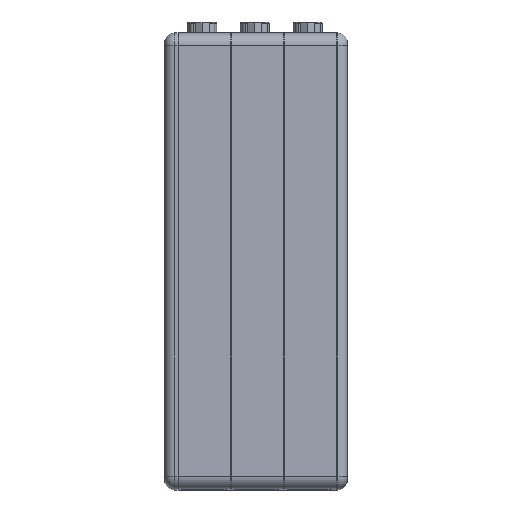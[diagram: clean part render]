
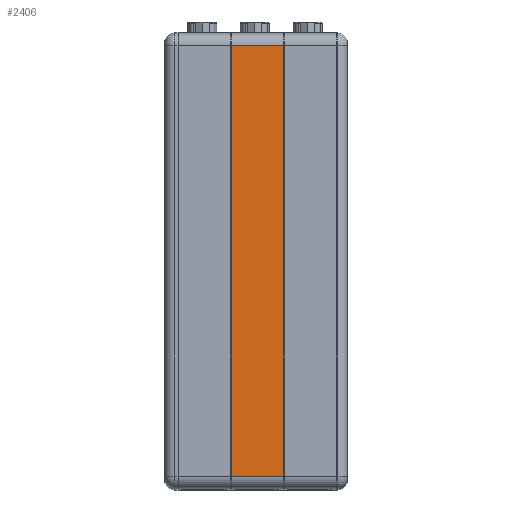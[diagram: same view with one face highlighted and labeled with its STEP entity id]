
A CAD part, front view. The second image highlights one B-rep face of the part: STEP entity #2406.
In plain terms, the highlighted face is planar.
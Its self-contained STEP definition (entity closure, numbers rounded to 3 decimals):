
#1922 = FACE_OUTER_BOUND ( 'NONE', #5026, .T. ) ;
#2406 = ADVANCED_FACE ( 'NONE', ( #1922 ), #63503, .F. ) ;
#5026 = EDGE_LOOP ( 'NONE', ( #58913, #58914, #58915, #58916 ) ) ;
#8116 = EDGE_CURVE ( 'NONE', #43455, #42668, #31928, .T. ) ;
#8117 = EDGE_CURVE ( 'NONE', #43698, #43685, #31931, .T. ) ;
#8118 = EDGE_CURVE ( 'NONE', #43698, #42668, #31933, .T. ) ;
#8121 = EDGE_CURVE ( 'NONE', #43685, #43455, #31936, .T. ) ;
#22514 = AXIS2_PLACEMENT_3D ( 'NONE', #63504, #63505, #63506 ) ;
#26229 = CARTESIAN_POINT ( 'NONE',  ( 1.1, 0., -141. ) ) ;
#26670 = CARTESIAN_POINT ( 'NONE',  ( 1.1, 0., -4. ) ) ;
#26887 = CARTESIAN_POINT ( 'NONE',  ( 17.7, 0., -4. ) ) ;
#26900 = CARTESIAN_POINT ( 'NONE',  ( 17.7, 0., -141. ) ) ;
#31928 = LINE ( 'NONE', #43867, #31930 ) ;
#31930 = VECTOR ( 'NONE', #43868, 1000. ) ;
#31931 = LINE ( 'NONE', #43869, #31932 ) ;
#31932 = VECTOR ( 'NONE', #43870, 1000. ) ;
#31933 = LINE ( 'NONE', #43871, #31934 ) ;
#31934 = VECTOR ( 'NONE', #43872, 1000. ) ;
#31936 = LINE ( 'NONE', #43879, #31938 ) ;
#31938 = VECTOR ( 'NONE', #43880, 1000. ) ;
#42668 = VERTEX_POINT ( 'NONE', #26229 ) ;
#43455 = VERTEX_POINT ( 'NONE', #26670 ) ;
#43685 = VERTEX_POINT ( 'NONE', #26887 ) ;
#43698 = VERTEX_POINT ( 'NONE', #26900 ) ;
#43867 = CARTESIAN_POINT ( 'NONE',  ( 1.1, 0., -141. ) ) ;
#43868 = DIRECTION ( 'NONE',  ( 0., 0., -1. ) ) ;
#43869 = CARTESIAN_POINT ( 'NONE',  ( 17.7, 0., -4. ) ) ;
#43870 = DIRECTION ( 'NONE',  ( 0., 0., 1. ) ) ;
#43871 = CARTESIAN_POINT ( 'NONE',  ( 17.8, 0., -141. ) ) ;
#43872 = DIRECTION ( 'NONE',  ( -1., 0., 0. ) ) ;
#43879 = CARTESIAN_POINT ( 'NONE',  ( 17.8, 0., -4. ) ) ;
#43880 = DIRECTION ( 'NONE',  ( -1., 0., 0. ) ) ;
#58913 = ORIENTED_EDGE ( 'NONE', *, *, #8118, .F. ) ;
#58914 = ORIENTED_EDGE ( 'NONE', *, *, #8117, .T. ) ;
#58915 = ORIENTED_EDGE ( 'NONE', *, *, #8121, .T. ) ;
#58916 = ORIENTED_EDGE ( 'NONE', *, *, #8116, .T. ) ;
#63503 = PLANE ( 'NONE',  #22514 ) ;
#63504 = CARTESIAN_POINT ( 'NONE',  ( 17.8, 0., -4. ) ) ;
#63505 = DIRECTION ( 'NONE',  ( 0., 1., 0. ) ) ;
#63506 = DIRECTION ( 'NONE',  ( 0., 0., 1. ) ) ;
